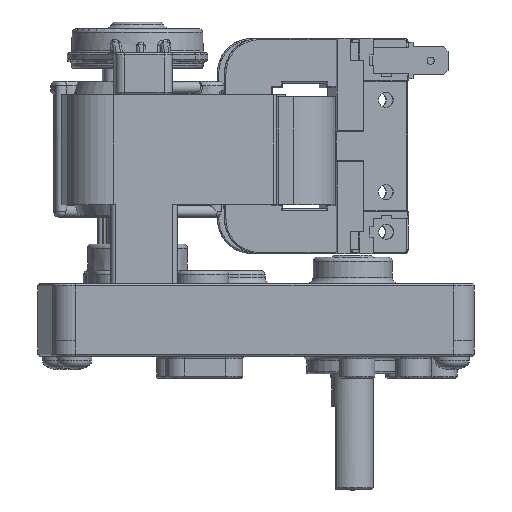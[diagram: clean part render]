
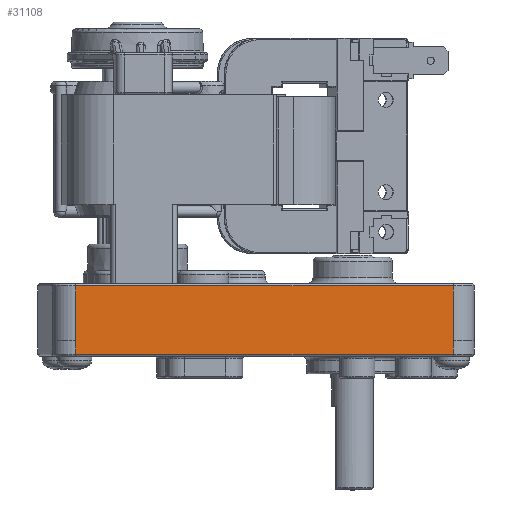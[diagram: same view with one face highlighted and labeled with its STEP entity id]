
A CAD part, left-side view. The second image highlights one B-rep face of the part: STEP entity #31108.
In plain terms, the highlighted planar face has unit normal (-0.999, -0.053, 0).
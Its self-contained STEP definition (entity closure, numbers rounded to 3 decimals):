
#31025=CARTESIAN_POINT('',(-198.197,167.806,-87.187));
#31026=VERTEX_POINT('',#31025);
#31036=CARTESIAN_POINT('',(-198.197,167.806,-84.187));
#31037=VERTEX_POINT('',#31036);
#31038=CARTESIAN_POINT('',(-198.197,167.806,-87.187));
#31039=DIRECTION('',(0.0,0.0,1.0));
#31040=VECTOR('',#31039,3.0);
#31041=LINE('',#31038,#31040);
#31042=EDGE_CURVE('',#31026,#31037,#31041,.T.);
#31062=CARTESIAN_POINT('',(-193.674,81.925,-87.687));
#31063=DIRECTION('',(-0.999,-0.053,0.));
#31064=DIRECTION('',(0.0,0.0,1.0));
#31065=AXIS2_PLACEMENT_3D('',#31062,#31063,#31064);
#31066=PLANE('',#31065);
#31067=CARTESIAN_POINT('',(-193.674,81.925,-87.187));
#31068=VERTEX_POINT('',#31067);
#31069=CARTESIAN_POINT('',(-193.674,81.925,-87.187));
#31070=DIRECTION('',(-0.053,0.999,0.));
#31071=VECTOR('',#31070,86.);
#31072=LINE('',#31069,#31071);
#31073=EDGE_CURVE('',#31068,#31026,#31072,.T.);
#31074=ORIENTED_EDGE('',*,*,#31073,.F.);
#31075=CARTESIAN_POINT('',(-193.674,81.925,-84.187));
#31076=VERTEX_POINT('',#31075);
#31077=CARTESIAN_POINT('',(-193.674,81.925,-87.187));
#31078=DIRECTION('',(0.0,0.0,1.0));
#31079=VECTOR('',#31078,3.0);
#31080=LINE('',#31077,#31079);
#31081=EDGE_CURVE('',#31068,#31076,#31080,.T.);
#31082=ORIENTED_EDGE('',*,*,#31081,.T.);
#31083=CARTESIAN_POINT('',(-193.674,81.925,-71.687));
#31084=VERTEX_POINT('',#31083);
#31085=CARTESIAN_POINT('',(-193.674,81.925,-71.687));
#31086=DIRECTION('',(0.0,0.0,-1.0));
#31087=VECTOR('',#31086,12.5);
#31088=LINE('',#31085,#31087);
#31089=EDGE_CURVE('',#31084,#31076,#31088,.T.);
#31090=ORIENTED_EDGE('',*,*,#31089,.F.);
#31091=CARTESIAN_POINT('',(-198.197,167.806,-71.687));
#31092=VERTEX_POINT('',#31091);
#31093=CARTESIAN_POINT('',(-198.197,167.806,-71.687));
#31094=DIRECTION('',(0.053,-0.999,0.));
#31095=VECTOR('',#31094,86.);
#31096=LINE('',#31093,#31095);
#31097=EDGE_CURVE('',#31092,#31084,#31096,.T.);
#31098=ORIENTED_EDGE('',*,*,#31097,.F.);
#31099=CARTESIAN_POINT('',(-198.197,167.806,-71.687));
#31100=DIRECTION('',(0.0,0.0,-1.0));
#31101=VECTOR('',#31100,12.5);
#31102=LINE('',#31099,#31101);
#31103=EDGE_CURVE('',#31092,#31037,#31102,.T.);
#31104=ORIENTED_EDGE('',*,*,#31103,.T.);
#31105=ORIENTED_EDGE('',*,*,#31042,.F.);
#31106=EDGE_LOOP('',(#31074,#31082,#31090,#31098,#31104,#31105));
#31107=FACE_OUTER_BOUND('',#31106,.T.);
#31108=ADVANCED_FACE('',(#31107),#31066,.T.);
